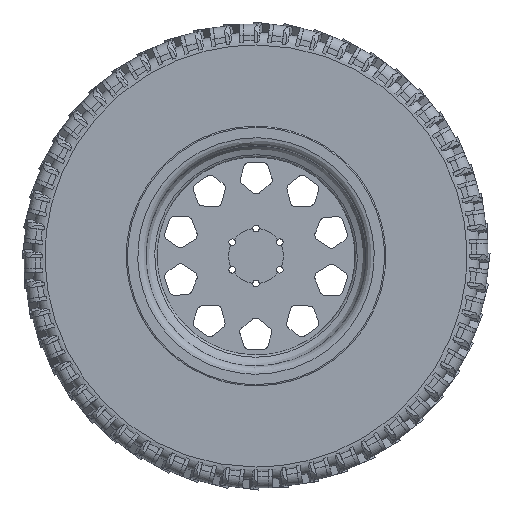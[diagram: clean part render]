
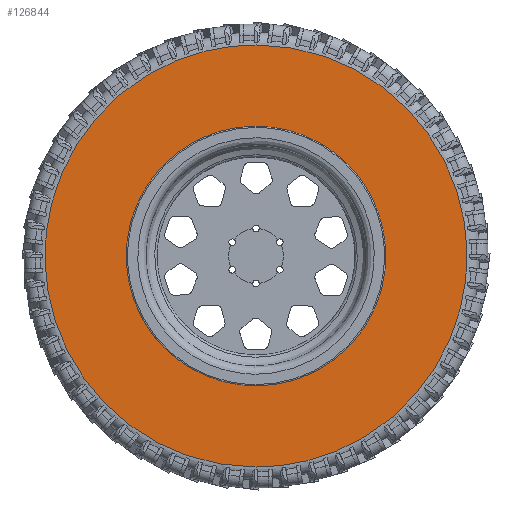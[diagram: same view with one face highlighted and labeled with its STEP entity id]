
A CAD part, left-side view. The second image highlights one B-rep face of the part: STEP entity #126844.
In plain terms, the highlighted free-form (B-spline) face has degree [1, 1] with [2, 2] control points.
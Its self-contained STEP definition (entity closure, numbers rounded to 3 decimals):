
#18455 = EDGE_CURVE('',#18456,#18458,#18460,.T.);
#18456 = VERTEX_POINT('',#18457);
#18457 = CARTESIAN_POINT('',(-147.741,0.,
    412.494));
#18458 = VERTEX_POINT('',#18459);
#18459 = CARTESIAN_POINT('',(-147.741,0.,-412.494));
#18460 = ( BOUNDED_CURVE() B_SPLINE_CURVE(2,(#18461,#18462,#18463,#18464
,#18465),.UNSPECIFIED.,.F.,.F.) B_SPLINE_CURVE_WITH_KNOTS((3,2,3),(
    -3.142,-1.571,0.),.UNSPECIFIED.) 
CURVE() GEOMETRIC_REPRESENTATION_ITEM() RATIONAL_B_SPLINE_CURVE((1.,
0.707,1.,0.707,1.)) REPRESENTATION_ITEM('') );
#18461 = CARTESIAN_POINT('',(-147.741,0.,
    412.494));
#18462 = CARTESIAN_POINT('',(-147.741,-412.494,
    412.494));
#18463 = CARTESIAN_POINT('',(-147.741,-412.494,
    0.));
#18464 = CARTESIAN_POINT('',(-147.741,-412.494,
    -412.494));
#18465 = CARTESIAN_POINT('',(-147.741,0.,-412.494));
#24278 = EDGE_CURVE('',#18458,#18456,#24279,.T.);
#24279 = ( BOUNDED_CURVE() B_SPLINE_CURVE(2,(#24280,#24281,#24282,#24283
,#24284),.UNSPECIFIED.,.F.,.F.) B_SPLINE_CURVE_WITH_KNOTS((3,2,3),(
    0.,1.571,3.142),.UNSPECIFIED.) 
CURVE() GEOMETRIC_REPRESENTATION_ITEM() RATIONAL_B_SPLINE_CURVE((1.,
0.707,1.,0.707,1.)) REPRESENTATION_ITEM('') );
#24280 = CARTESIAN_POINT('',(-147.741,0.,-412.494));
#24281 = CARTESIAN_POINT('',(-147.741,412.494,
    -412.494));
#24282 = CARTESIAN_POINT('',(-147.741,412.494,
    0.));
#24283 = CARTESIAN_POINT('',(-147.741,412.494,
    412.494));
#24284 = CARTESIAN_POINT('',(-147.741,0.,412.494));
#126791 = VERTEX_POINT('',#126792);
#126792 = CARTESIAN_POINT('',(-147.741,0.,-250.784));
#126798 = EDGE_CURVE('',#126791,#126799,#126801,.T.);
#126799 = VERTEX_POINT('',#126800);
#126800 = CARTESIAN_POINT('',(-147.741,0.,250.784));
#126801 = ( BOUNDED_CURVE() B_SPLINE_CURVE(2,(#126802,#126803,#126804,
#126805,#126806),.UNSPECIFIED.,.F.,.F.) B_SPLINE_CURVE_WITH_KNOTS((3,2,3
    ),(0.,1.571,3.142),.UNSPECIFIED.) 
CURVE() GEOMETRIC_REPRESENTATION_ITEM() RATIONAL_B_SPLINE_CURVE((1.,
0.707,1.,0.707,1.)) REPRESENTATION_ITEM('') );
#126802 = CARTESIAN_POINT('',(-147.741,0.,-250.784));
#126803 = CARTESIAN_POINT('',(-147.741,-250.784,
    -250.784));
#126804 = CARTESIAN_POINT('',(-147.741,-250.784,
    0.));
#126805 = CARTESIAN_POINT('',(-147.741,-250.784,
    250.784));
#126806 = CARTESIAN_POINT('',(-147.741,0.,
    250.784));
#126808 = EDGE_CURVE('',#126799,#126791,#126809,.T.);
#126809 = ( BOUNDED_CURVE() B_SPLINE_CURVE(2,(#126810,#126811,#126812,
#126813,#126814),.UNSPECIFIED.,.F.,.F.) B_SPLINE_CURVE_WITH_KNOTS((3,2,3
    ),(-3.142,-1.571,0.),
.UNSPECIFIED.) CURVE() GEOMETRIC_REPRESENTATION_ITEM() 
RATIONAL_B_SPLINE_CURVE((1.,0.707,1.,0.707,1.)) 
REPRESENTATION_ITEM('') );
#126810 = CARTESIAN_POINT('',(-147.741,0.,250.784));
#126811 = CARTESIAN_POINT('',(-147.741,250.784,
    250.784));
#126812 = CARTESIAN_POINT('',(-147.741,250.784,
    0.));
#126813 = CARTESIAN_POINT('',(-147.741,250.784,
    -250.784));
#126814 = CARTESIAN_POINT('',(-147.741,0.,-250.784));
#126844 = ADVANCED_FACE('',(#126845,#126849),#126853,.T.);
#126845 = FACE_BOUND('',#126846,.T.);
#126846 = EDGE_LOOP('',(#126847,#126848));
#126847 = ORIENTED_EDGE('',*,*,#18455,.F.);
#126848 = ORIENTED_EDGE('',*,*,#24278,.F.);
#126849 = FACE_BOUND('',#126850,.T.);
#126850 = EDGE_LOOP('',(#126851,#126852));
#126851 = ORIENTED_EDGE('',*,*,#126808,.F.);
#126852 = ORIENTED_EDGE('',*,*,#126798,.F.);
#126853 = B_SPLINE_SURFACE_WITH_KNOTS('',1,1,(
    (#126854,#126855)
    ,(#126856,#126857
    )),.UNSPECIFIED.,.F.,.F.,.F.,(2,2),(2,2),(-61.231,15.551),(-38.391,
    38.391),.PIECEWISE_BEZIER_KNOTS.);
#126854 = CARTESIAN_POINT('',(-147.741,-412.504,
    -412.504));
#126855 = CARTESIAN_POINT('',(-147.741,412.504,
    -412.504));
#126856 = CARTESIAN_POINT('',(-147.741,-412.504,
    412.504));
#126857 = CARTESIAN_POINT('',(-147.741,412.504,
    412.504));
